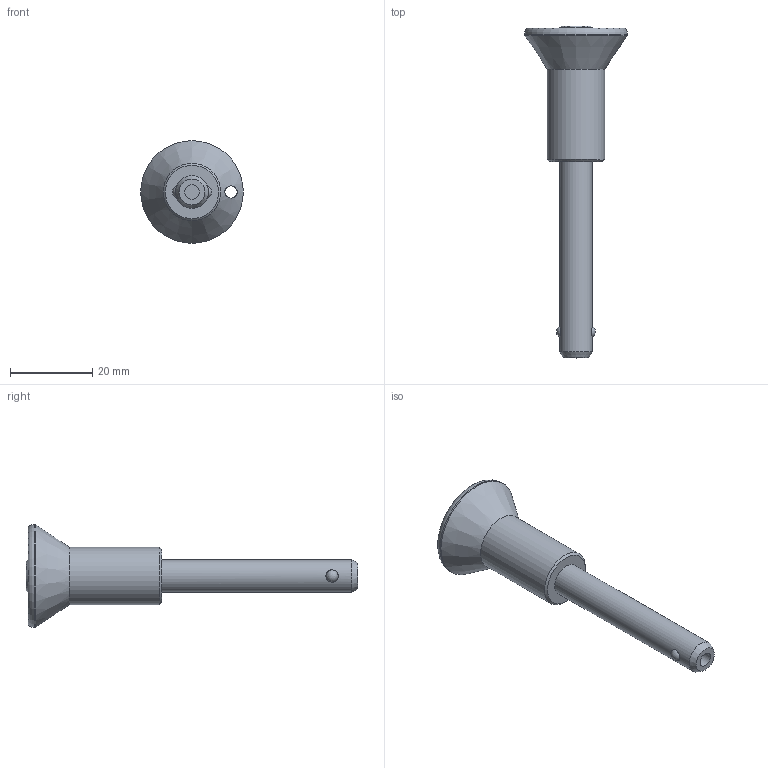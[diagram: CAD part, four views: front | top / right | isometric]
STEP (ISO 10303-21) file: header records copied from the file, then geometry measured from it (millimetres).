
FILE_DESCRIPTION( ( 'STEP AP214' ), '1' );
FILE_NAME( 'K0791.025080400.stp', '2020-12-10T09:05:19', ( '' ), ( '' ), ' ', 'PARTsolutions', ' ' );
FILE_SCHEMA( ( 'AUTOMOTIVE_DESIGN { 1 0 10303 214 1 1 1 1 }' ) );
Length unit declared in the file: millimetre
Products named in the file (1): _K0791.025080400
Bounding box: 25 x 80.8 x 25 mm (x, y, z)
Volume: 8187.9 mm3; surface area: 5205.4 mm2
Topology: 1 solids, 1 shells, 33 faces, 69 edges, 44 vertices
Faces by surface type: cylinder 13, plane 9, cone 6, torus 2, sphere 2, bspline 1
Full cylindrical faces by diameter (mm): 1.96 x1, 3 x3, 3.48 x3, 3.5 x1, 8 x2, 8.02 x1, 14 x1, 25 x1
Entity records: 1433 total; most frequent: CARTESIAN_POINT 571, DIRECTION 122, ORIENTED_EDGE 76, EDGE_LOOP 68, AXIS2_PLACEMENT_3D 61, FACE_OUTER_BOUND 48, VERTEX_POINT 38, EDGE_CURVE 38
